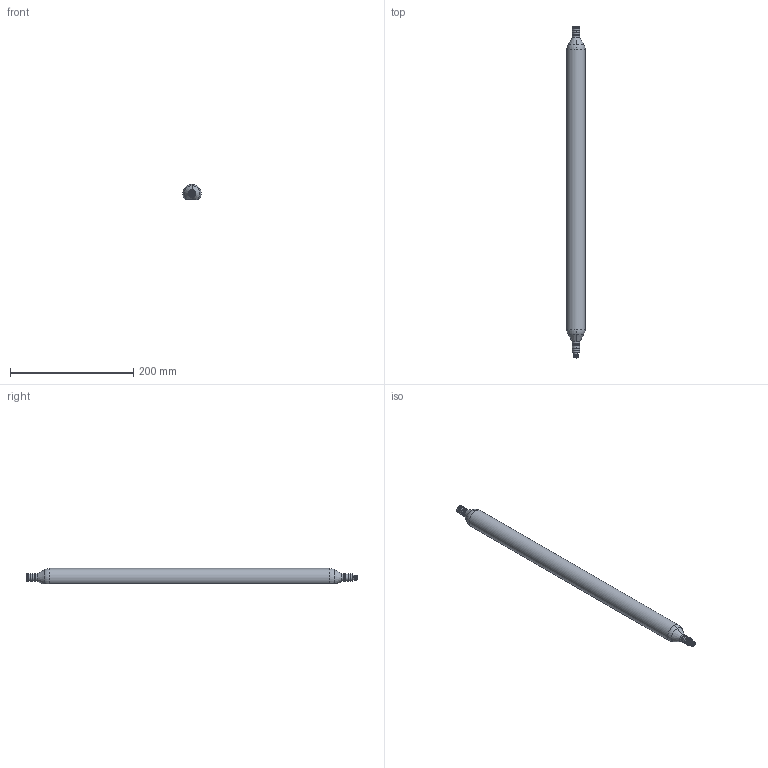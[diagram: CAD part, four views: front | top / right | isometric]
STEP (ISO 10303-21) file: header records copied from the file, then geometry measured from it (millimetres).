
FILE_DESCRIPTION (( 'STEP AP203' ), '1' );
FILE_NAME ('ABE-Z30-450-B12_outline.STEP', '2021-04-26T12:48:38', ( '' ), ( '' ), 'SwSTEP 2.0', 'SolidWorks 2020', '' );
FILE_SCHEMA (( 'CONFIG_CONTROL_DESIGN' ));
Length unit declared in the file: millimetre
Products named in the file (1): ABE-Z30-450-B12_outline
Bounding box: 29.54 x 538.5 x 24.5 mm (x, y, z)
Surface area: 46587 mm2 (no closed solid volume)
Topology: 0 solids, 14 shells, 113 faces, 306 edges, 199 vertices
Faces by surface type: cylinder 47, plane 31, cone 19, torus 12, bspline 4
Entity records: 4266 total; most frequent: CARTESIAN_POINT 1346, DIRECTION 654, ORIENTED_EDGE 510, EDGE_CURVE 302, AXIS2_PLACEMENT_3D 275, VERTEX_POINT 199, CIRCLE 165, EDGE_LOOP 132
